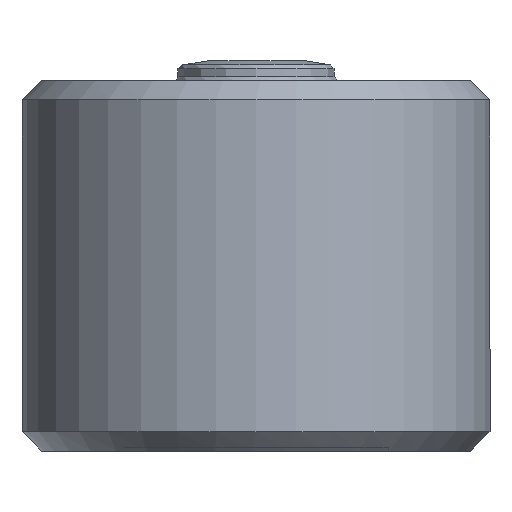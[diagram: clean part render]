
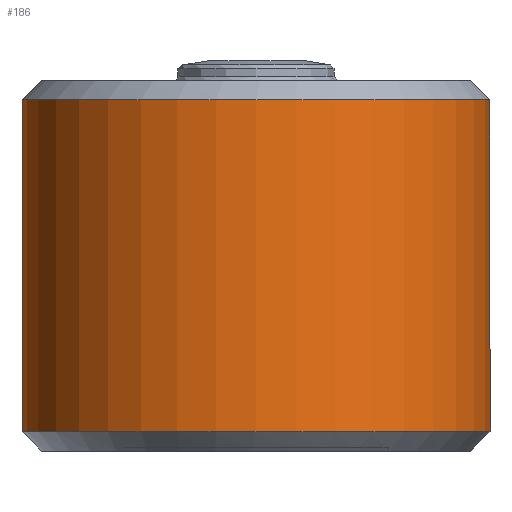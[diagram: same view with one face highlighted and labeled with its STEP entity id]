
A CAD part, left-side view. The second image highlights one B-rep face of the part: STEP entity #186.
In plain terms, the highlighted cylindrical face has radius 6 mm (diameter 12 mm), a partial arc.
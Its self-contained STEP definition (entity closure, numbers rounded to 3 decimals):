
#186 = ADVANCED_FACE( '', ( #418 ), #419, .T. );
#418 = FACE_OUTER_BOUND( '', #683, .T. );
#419 = CYLINDRICAL_SURFACE( '', #684, 6. );
#683 = EDGE_LOOP( '', ( #1114, #1115, #1116, #1117 ) );
#684 = AXIS2_PLACEMENT_3D( '', #1118, #1119, #1120 );
#1114 = ORIENTED_EDGE( '', *, *, #1425, .T. );
#1115 = ORIENTED_EDGE( '', *, *, #1462, .T. );
#1116 = ORIENTED_EDGE( '', *, *, #1327, .T. );
#1117 = ORIENTED_EDGE( '', *, *, #1398, .F. );
#1118 = CARTESIAN_POINT( '', ( 0., 0., -0.5 ) );
#1119 = DIRECTION( '', ( 0., 0., -1. ) );
#1120 = DIRECTION( '', ( 0., -1., 0. ) );
#1327 = EDGE_CURVE( '', #1534, #1531, #1535, .T. );
#1398 = EDGE_CURVE( '', #1647, #1531, #1648, .T. );
#1425 = EDGE_CURVE( '', #1647, #1689, #1691, .T. );
#1462 = EDGE_CURVE( '', #1689, #1534, #1740, .T. );
#1531 = VERTEX_POINT( '', #1819 );
#1534 = VERTEX_POINT( '', #1825 );
#1535 = CIRCLE( '', #1826, 6. );
#1647 = VERTEX_POINT( '', #2022 );
#1648 = LINE( '', #2023, #2024 );
#1689 = VERTEX_POINT( '', #2134 );
#1691 = CIRCLE( '', #2139, 6. );
#1740 = LINE( '', #2239, #2240 );
#1819 = CARTESIAN_POINT( '', ( 5.038, 3.259, 9. ) );
#1825 = CARTESIAN_POINT( '', ( 5.038, -3.259, 9. ) );
#1826 = AXIS2_PLACEMENT_3D( '', #2351, #2352, #2353 );
#2022 = CARTESIAN_POINT( '', ( 5.038, 3.259, 0.5 ) );
#2023 = CARTESIAN_POINT( '', ( 5.038, 3.259, -0.5 ) );
#2024 = VECTOR( '', #2448, 1000. );
#2134 = CARTESIAN_POINT( '', ( 5.038, -3.259, 0.5 ) );
#2139 = AXIS2_PLACEMENT_3D( '', #2469, #2470, #2471 );
#2239 = CARTESIAN_POINT( '', ( 5.038, -3.259, -0.5 ) );
#2240 = VECTOR( '', #2506, 1000. );
#2351 = CARTESIAN_POINT( '', ( 0., 0., 9. ) );
#2352 = DIRECTION( '', ( 0., 0., -1. ) );
#2353 = DIRECTION( '', ( 0., 1., 0. ) );
#2448 = DIRECTION( '', ( 0., 0., 1. ) );
#2469 = CARTESIAN_POINT( '', ( 0., 0., 0.5 ) );
#2470 = DIRECTION( '', ( 0., 0., 1. ) );
#2471 = DIRECTION( '', ( 0., -1., 0. ) );
#2506 = DIRECTION( '', ( 0., 0., 1. ) );
